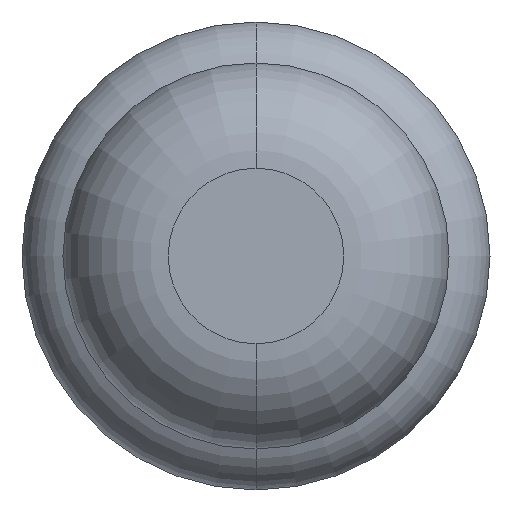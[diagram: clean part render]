
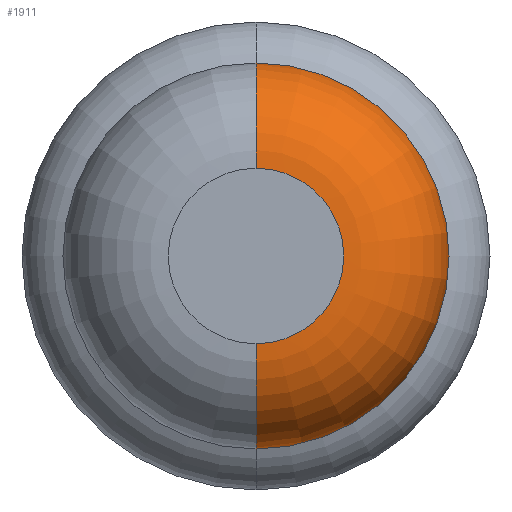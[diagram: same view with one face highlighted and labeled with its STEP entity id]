
A CAD part, front view. The second image highlights one B-rep face of the part: STEP entity #1911.
In plain terms, the highlighted toroidal (fillet/blend) face has major radius 0.375 mm and minor radius 0.45 mm.
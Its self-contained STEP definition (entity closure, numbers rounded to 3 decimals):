
#61 = ORIENTED_EDGE ( 'NONE', *, *, #1232, .T. ) ;
#110 = VERTEX_POINT ( 'NONE', #3336 ) ;
#291 = ORIENTED_EDGE ( 'NONE', *, *, #3560, .F. ) ;
#315 = CARTESIAN_POINT ( 'NONE',  ( 0., -27.4, 0.375 ) ) ;
#334 = ORIENTED_EDGE ( 'NONE', *, *, #916, .F. ) ;
#402 = AXIS2_PLACEMENT_3D ( 'NONE', #2241, #3087, #2807 ) ;
#425 = VERTEX_POINT ( 'NONE', #1543 ) ;
#480 = DIRECTION ( 'NONE',  ( 0., 0., 1. ) ) ;
#535 = VERTEX_POINT ( 'NONE', #3354 ) ;
#610 = FACE_OUTER_BOUND ( 'NONE', #2957, .T. ) ;
#628 = CARTESIAN_POINT ( 'NONE',  ( 0., -26.95, 0. ) ) ;
#916 = EDGE_CURVE ( 'NONE', #1514, #110, #2637, .T. ) ;
#1051 = ORIENTED_EDGE ( 'NONE', *, *, #1733, .T. ) ;
#1149 = DIRECTION ( 'NONE',  ( 0., 0., 1. ) ) ;
#1228 = DIRECTION ( 'NONE',  ( 0., 1., 0. ) ) ;
#1232 = EDGE_CURVE ( 'Defeature ausgef�hrt1_10+Defeature ausgef�hrt1_9+Defeature ausgef�hrt1_9+Defeature ausgef�hrt1_9', #1514, #535, #2771, .T. ) ;
#1262 = CIRCLE ( 'NONE', #1368, 0.825 ) ;
#1368 = AXIS2_PLACEMENT_3D ( 'NONE', #628, #1228, #3540 ) ;
#1369 = DIRECTION ( 'NONE',  ( 0., 1., 0. ) ) ;
#1514 = VERTEX_POINT ( 'NONE', #315 ) ;
#1543 = CARTESIAN_POINT ( 'NONE',  ( 0., -26.95, -0.825 ) ) ;
#1642 = CARTESIAN_POINT ( 'NONE',  ( 0., -27.4, 0. ) ) ;
#1704 = DIRECTION ( 'NONE',  ( -1., 0., 0. ) ) ;
#1733 = EDGE_CURVE ( 'NONE', #535, #425, #1812, .T. ) ;
#1812 = CIRCLE ( 'NONE', #2108, 0.45 ) ;
#1850 = DIRECTION ( 'NONE',  ( 1., 0., 0. ) ) ;
#1906 = DIRECTION ( 'NONE',  ( 0., 0., -1. ) ) ;
#1911 = ADVANCED_FACE ( 'Defeature ausgef�hrt1_10', ( #610 ), #2441, .T. ) ;
#2108 = AXIS2_PLACEMENT_3D ( 'NONE', #3001, #1850, #1906 ) ;
#2241 = CARTESIAN_POINT ( 'NONE',  ( 0., -26.95, 0. ) ) ;
#2441 = TOROIDAL_SURFACE ( 'NONE', #402, 0.375, 0.45 ) ;
#2531 = AXIS2_PLACEMENT_3D ( 'NONE', #2879, #1704, #1149 ) ;
#2637 = CIRCLE ( 'NONE', #2531, 0.45 ) ;
#2771 = CIRCLE ( 'NONE', #2909, 0.375 ) ;
#2807 = DIRECTION ( 'NONE',  ( 0., 0., 1. ) ) ;
#2879 = CARTESIAN_POINT ( 'NONE',  ( 0., -26.95, 0.375 ) ) ;
#2909 = AXIS2_PLACEMENT_3D ( 'NONE', #1642, #1369, #480 ) ;
#2957 = EDGE_LOOP ( 'NONE', ( #61, #1051, #291, #334 ) ) ;
#3001 = CARTESIAN_POINT ( 'NONE',  ( 0., -26.95, -0.375 ) ) ;
#3087 = DIRECTION ( 'NONE',  ( 0., 1., 0. ) ) ;
#3336 = CARTESIAN_POINT ( 'NONE',  ( 0., -26.95, 0.825 ) ) ;
#3354 = CARTESIAN_POINT ( 'NONE',  ( 0., -27.4, -0.375 ) ) ;
#3540 = DIRECTION ( 'NONE',  ( 0., 0., 1. ) ) ;
#3560 = EDGE_CURVE ( 'Defeature ausgef�hrt1_11+Defeature ausgef�hrt1_10+Defeature ausgef�hrt1_10+Defeature ausgef�hrt1_10', #110, #425, #1262, .T. ) ;
